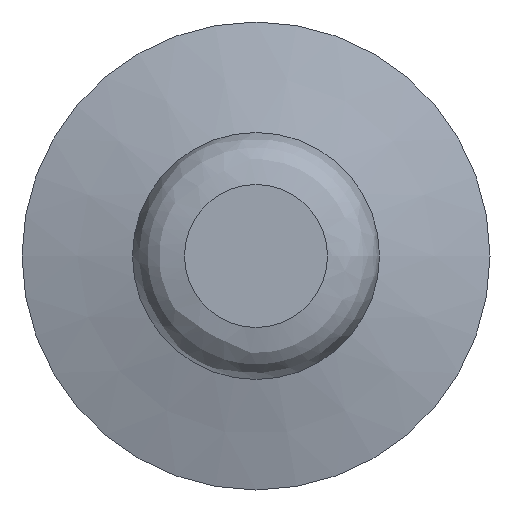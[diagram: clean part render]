
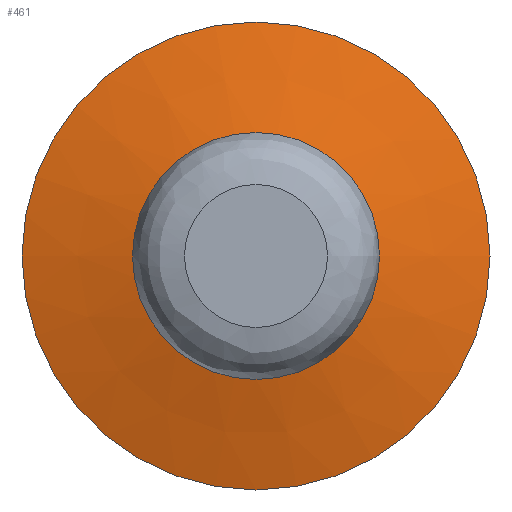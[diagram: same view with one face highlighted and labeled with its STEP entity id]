
A CAD part, left-side view. The second image highlights one B-rep face of the part: STEP entity #461.
In plain terms, the highlighted conical face has half-angle 75 degrees and reference radius 4.75 mm.
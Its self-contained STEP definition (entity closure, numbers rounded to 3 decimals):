
#149=CONICAL_SURFACE('',#2343,4.75,75.);
#194=FACE_BOUND('',#763,.T.);
#195=FACE_BOUND('',#764,.T.);
#352=CIRCLE('',#2340,4.75);
#353=CIRCLE('',#2342,9.);
#461=ADVANCED_FACE('',(#194,#195),#149,.T.);
#763=EDGE_LOOP('',(#1228));
#764=EDGE_LOOP('',(#1229));
#1228=ORIENTED_EDGE('',*,*,#1806,.F.);
#1229=ORIENTED_EDGE('',*,*,#1807,.F.);
#1534=VERTEX_POINT('',#3845);
#1535=VERTEX_POINT('',#3848);
#1806=EDGE_CURVE('',#1534,#1534,#352,.T.);
#1807=EDGE_CURVE('',#1535,#1535,#353,.T.);
#2340=AXIS2_PLACEMENT_3D('',#3844,#2876,#2877);
#2342=AXIS2_PLACEMENT_3D('',#3847,#2880,#2881);
#2343=AXIS2_PLACEMENT_3D('',#3849,#2882,#2883);
#2876=DIRECTION('',(-1.,0.,0.));
#2877=DIRECTION('',(0.,-1.,0.));
#2880=DIRECTION('',(1.,0.,0.));
#2881=DIRECTION('',(0.,-1.,0.));
#2882=DIRECTION('',(1.,0.,0.));
#2883=DIRECTION('',(0.,-1.,0.));
#3844=CARTESIAN_POINT('',(-11.25,0.,0.));
#3845=CARTESIAN_POINT('',(-11.25,-4.75,0.));
#3847=CARTESIAN_POINT('',(-10.111,0.,0.));
#3848=CARTESIAN_POINT('',(-10.111,-9.,0.));
#3849=CARTESIAN_POINT('',(-11.25,0.,0.));
